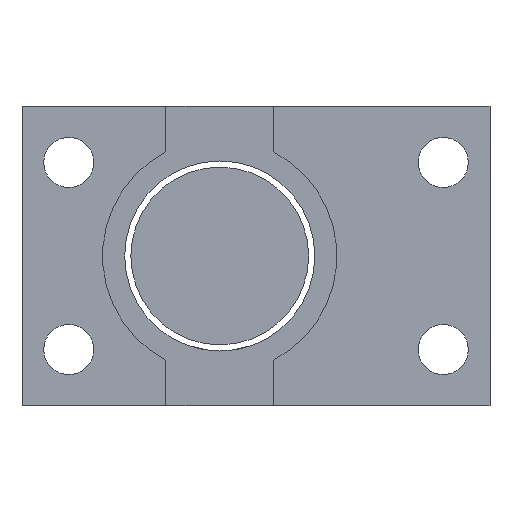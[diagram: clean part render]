
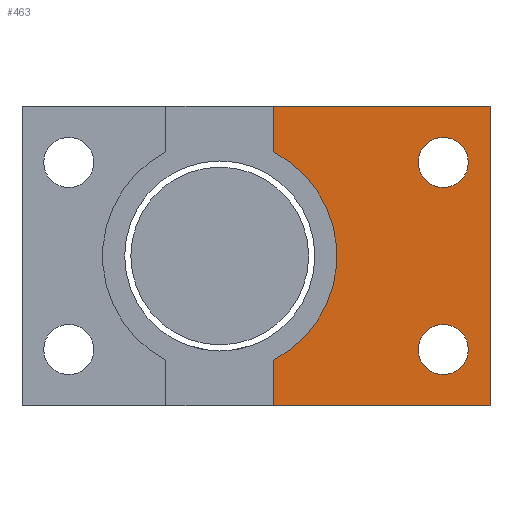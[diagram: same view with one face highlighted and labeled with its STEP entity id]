
A CAD part, left-side view. The second image highlights one B-rep face of the part: STEP entity #463.
In plain terms, the highlighted face is planar.
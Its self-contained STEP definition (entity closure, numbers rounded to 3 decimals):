
#28=PLANE('',#511);
#40=FACE_BOUND('',#89,.T.);
#41=FACE_BOUND('',#90,.T.);
#61=FACE_OUTER_BOUND('',#88,.T.);
#88=EDGE_LOOP('',(#370,#371,#372,#373,#374,#375));
#89=EDGE_LOOP('',(#376));
#90=EDGE_LOOP('',(#377));
#120=LINE('',#761,#160);
#132=LINE('',#791,#172);
#138=LINE('',#805,#178);
#139=LINE('',#807,#179);
#140=LINE('',#808,#180);
#160=VECTOR('',#559,10.);
#172=VECTOR('',#583,10.);
#178=VECTOR('',#599,10.);
#179=VECTOR('',#600,10.);
#180=VECTOR('',#601,10.);
#203=CIRCLE('',#508,15.9);
#205=CIRCLE('',#512,3.4);
#206=CIRCLE('',#513,3.4);
#223=VERTEX_POINT('',#759);
#224=VERTEX_POINT('',#760);
#235=VERTEX_POINT('',#789);
#236=VERTEX_POINT('',#790);
#239=VERTEX_POINT('',#804);
#240=VERTEX_POINT('',#806);
#241=VERTEX_POINT('',#809);
#242=VERTEX_POINT('',#811);
#268=EDGE_CURVE('',#223,#224,#120,.T.);
#282=EDGE_CURVE('',#235,#236,#132,.T.);
#286=EDGE_CURVE('',#236,#223,#203,.T.);
#290=EDGE_CURVE('',#224,#239,#138,.T.);
#291=EDGE_CURVE('',#239,#240,#139,.T.);
#292=EDGE_CURVE('',#240,#235,#140,.T.);
#293=EDGE_CURVE('',#241,#241,#205,.T.);
#294=EDGE_CURVE('',#242,#242,#206,.T.);
#370=ORIENTED_EDGE('',*,*,#282,.T.);
#371=ORIENTED_EDGE('',*,*,#286,.T.);
#372=ORIENTED_EDGE('',*,*,#268,.T.);
#373=ORIENTED_EDGE('',*,*,#290,.T.);
#374=ORIENTED_EDGE('',*,*,#291,.T.);
#375=ORIENTED_EDGE('',*,*,#292,.T.);
#376=ORIENTED_EDGE('',*,*,#293,.T.);
#377=ORIENTED_EDGE('',*,*,#294,.T.);
#463=ADVANCED_FACE('',(#61,#40,#41),#28,.T.);
#508=AXIS2_PLACEMENT_3D('',#798,#589,#590);
#511=AXIS2_PLACEMENT_3D('',#803,#597,#598);
#512=AXIS2_PLACEMENT_3D('',#810,#602,#603);
#513=AXIS2_PLACEMENT_3D('',#812,#604,#605);
#559=DIRECTION('',(-1.,0.,0.));
#583=DIRECTION('',(-1.,0.,0.));
#589=DIRECTION('center_axis',(0.,-1.,0.));
#590=DIRECTION('ref_axis',(-1.,0.,0.));
#597=DIRECTION('center_axis',(0.,1.,0.));
#598=DIRECTION('ref_axis',(1.,0.,0.));
#599=DIRECTION('',(0.,0.,1.));
#600=DIRECTION('',(1.,0.,0.));
#601=DIRECTION('',(0.,0.,-1.));
#602=DIRECTION('center_axis',(0.,-1.,0.));
#603=DIRECTION('ref_axis',(1.,0.,0.));
#604=DIRECTION('center_axis',(0.,-1.,0.));
#605=DIRECTION('ref_axis',(1.,0.,0.));
#759=CARTESIAN_POINT('',(-45.087,8.,-1.847));
#760=CARTESIAN_POINT('',(-51.288,8.,-1.847));
#761=CARTESIAN_POINT('',(-41.128,8.,-1.847));
#789=CARTESIAN_POINT('',(-10.648,8.,-1.847));
#790=CARTESIAN_POINT('',(-16.85,8.,-1.847));
#791=CARTESIAN_POINT('',(-23.909,8.,-1.847));
#798=CARTESIAN_POINT('Origin',(-30.968,8.,-9.16));
#803=CARTESIAN_POINT('Origin',(-30.968,8.,-4.242));
#804=CARTESIAN_POINT('',(-51.288,8.,27.508));
#805=CARTESIAN_POINT('',(-51.288,8.,27.508));
#806=CARTESIAN_POINT('',(-10.648,8.,27.508));
#807=CARTESIAN_POINT('',(-10.648,8.,27.508));
#808=CARTESIAN_POINT('',(-10.648,8.,-35.992));
#809=CARTESIAN_POINT('',(-47.068,8.,21.158));
#810=CARTESIAN_POINT('Origin',(-43.668,8.,21.158));
#811=CARTESIAN_POINT('',(-21.668,8.,21.158));
#812=CARTESIAN_POINT('Origin',(-18.268,8.,21.158));
